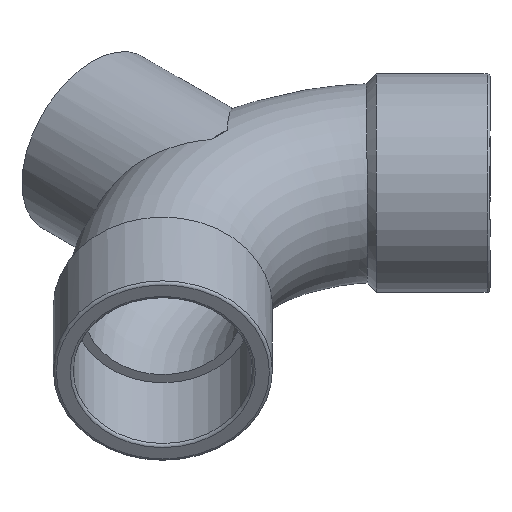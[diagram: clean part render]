
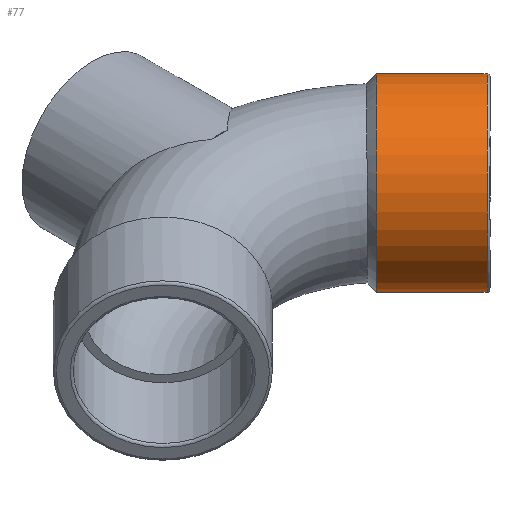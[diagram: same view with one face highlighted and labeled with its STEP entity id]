
A CAD part, isometric view. The second image highlights one B-rep face of the part: STEP entity #77.
In plain terms, the highlighted cylindrical face has radius 38.5 mm (diameter 77 mm), a full revolution.
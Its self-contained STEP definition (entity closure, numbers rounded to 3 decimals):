
#77 = ADVANCED_FACE( '', ( #170, #171 ), #172, .T. );
#170 = FACE_OUTER_BOUND( '', #275, .T. );
#171 = FACE_OUTER_BOUND( '', #276, .T. );
#172 = CYLINDRICAL_SURFACE( '', #277, 38.5 );
#275 = EDGE_LOOP( '', ( #415 ) );
#276 = EDGE_LOOP( '', ( #416 ) );
#277 = AXIS2_PLACEMENT_3D( '', #417, #418, #419 );
#415 = ORIENTED_EDGE( '', *, *, #524, .T. );
#416 = ORIENTED_EDGE( '', *, *, #525, .F. );
#417 = CARTESIAN_POINT( '', ( 81.317, -116.317, 0. ) );
#418 = DIRECTION( '', ( -0.707, 0.707, 0. ) );
#419 = DIRECTION( '', ( 0.707, 0.707, 0. ) );
#524 = EDGE_CURVE( '', #603, #603, #604, .T. );
#525 = EDGE_CURVE( '', #605, #605, #606, .T. );
#603 = VERTEX_POINT( '', #1193 );
#604 = CIRCLE( '', #1194, 38.5 );
#605 = VERTEX_POINT( '', #1195 );
#606 = CIRCLE( '', #1196, 38.5 );
#1193 = CARTESIAN_POINT( '', ( 80.329, -60.882, 0. ) );
#1194 = AXIS2_PLACEMENT_3D( '', #1263, #1264, #1265 );
#1195 = CARTESIAN_POINT( '', ( 107.798, -88.351, 0. ) );
#1196 = AXIS2_PLACEMENT_3D( '', #1266, #1267, #1268 );
#1263 = CARTESIAN_POINT( '', ( 53.105, -88.105, 0. ) );
#1264 = DIRECTION( '', ( 0.707, -0.707, 0. ) );
#1265 = DIRECTION( '', ( 0.707, 0.707, 0. ) );
#1266 = CARTESIAN_POINT( '', ( 80.575, -115.575, 0. ) );
#1267 = DIRECTION( '', ( 0.707, -0.707, 0. ) );
#1268 = DIRECTION( '', ( 0.707, 0.707, 0. ) );
